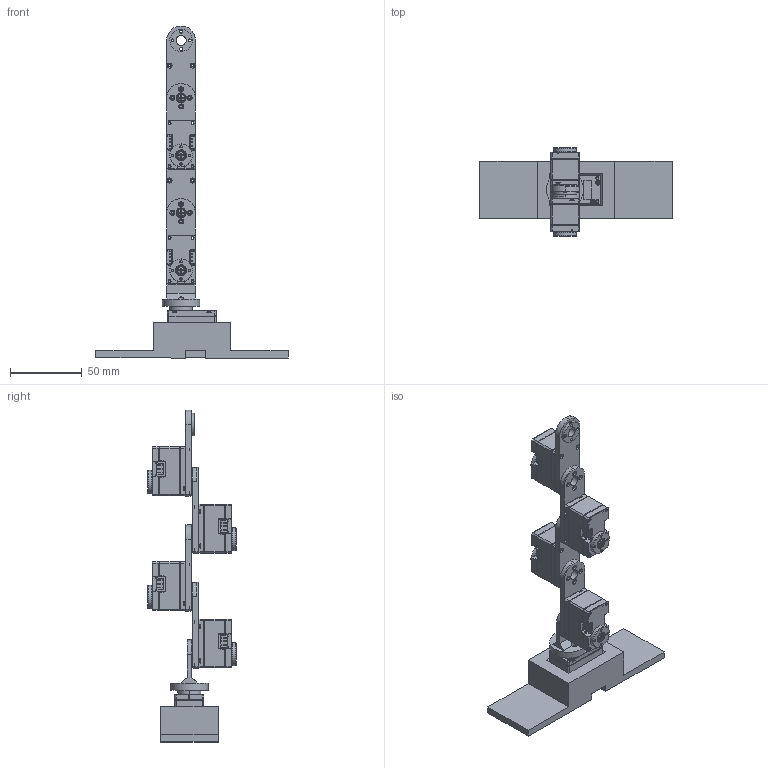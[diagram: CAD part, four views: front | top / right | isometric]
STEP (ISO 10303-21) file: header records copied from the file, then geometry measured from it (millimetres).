
FILE_DESCRIPTION(/* description */ (''),/* implementation_level */ '2;1');
FILE_NAME(/* name */ 'roboArm.step',/* time_stamp */ '2021-05-30T10:45:59+02:00',/* author */ (''),/* organization */ (''),/* preprocessor_version */ 'ST-DEVELOPER v18.1',/* originating_system */ 'Autodesk Translation Framework v10.9.0.1377',/* authorisation */ '');
FILE_SCHEMA (('AUTOMOTIVE_DESIGN { 1 0 10303 214 3 1 1 }'));
Length unit declared in the file: millimetre
Products named in the file (22): roboArm; arm; XL-330 v1; BASE; XL-330 v1_1; arm_1; XL-330 v1_2; arm_2; XL-330 v1_3; arm_3; ARM_4; XL-330 v1_4; DC15_A01_CASE_M_DUMMY; DC15_A01_CASE_F_DUMMY; DC15_A01_CASE_B_DUMMY; DC15_A01_HORN_DUMMY; DC15_A01_LED_CAP2_DUMMY; DC15_A01_HORN_IDLE2_DUMMY; DC15_A01_IDLE_CAP_DUMMY; PHS_1_7X20_5_DC10; BTS2_M2_6X8; B3B-EH
Assembly tree (89 placements, depth 4):
  roboArm
    arm
      ARM_4
      XL-330 v1
        DC15_A01_CASE_M_DUMMY
        DC15_A01_CASE_F_DUMMY
        DC15_A01_CASE_B_DUMMY
        DC15_A01_HORN_DUMMY
        DC15_A01_LED_CAP2_DUMMY
        PHS_1_7X20_5_DC10  x4
        BTS2_M2_6X8  x2
        DC15_A01_HORN_IDLE2_DUMMY
        DC15_A01_IDLE_CAP_DUMMY
        B3B-EH  x2
    BASE
      XL-330 v1_1
        DC15_A01_CASE_M_DUMMY
        DC15_A01_CASE_F_DUMMY
        DC15_A01_CASE_B_DUMMY
        DC15_A01_HORN_DUMMY
        DC15_A01_LED_CAP2_DUMMY
        PHS_1_7X20_5_DC10  x4
        BTS2_M2_6X8  x2
        DC15_A01_HORN_IDLE2_DUMMY
        DC15_A01_IDLE_CAP_DUMMY
        B3B-EH  x2
    arm_1
      ARM_4
      XL-330 v1_2
        DC15_A01_CASE_M_DUMMY
        DC15_A01_CASE_F_DUMMY
        DC15_A01_CASE_B_DUMMY
        DC15_A01_HORN_DUMMY
        DC15_A01_LED_CAP2_DUMMY
        PHS_1_7X20_5_DC10  x4
        BTS2_M2_6X8  x2
        DC15_A01_HORN_IDLE2_DUMMY
        DC15_A01_IDLE_CAP_DUMMY
        B3B-EH  x2
    arm_2
      ARM_4
      XL-330 v1_3
        DC15_A01_CASE_M_DUMMY
        DC15_A01_CASE_F_DUMMY
        DC15_A01_CASE_B_DUMMY
        DC15_A01_HORN_DUMMY
        DC15_A01_LED_CAP2_DUMMY
        PHS_1_7X20_5_DC10  x4
        BTS2_M2_6X8  x2
        DC15_A01_HORN_IDLE2_DUMMY
        DC15_A01_IDLE_CAP_DUMMY
        B3B-EH  x2
    arm_3
      ARM_4
      XL-330 v1_4
        DC15_A01_CASE_M_DUMMY
        DC15_A01_CASE_F_DUMMY
        DC15_A01_CASE_B_DUMMY
        DC15_A01_HORN_DUMMY
        DC15_A01_LED_CAP2_DUMMY
Bounding box: 133.8 x 61.3 x 231 mm (x, y, z)
Volume: 152942 mm3; surface area: 88642.3 mm2
Topology: 81 solids, 111 shells, 3423 faces, 8628 edges, 5645 vertices
Faces by surface type: plane 2380, cylinder 812, cone 151, torus 50, sphere 30
Full cylindrical faces by diameter (mm): 1.4 x60, 1.6 x80, 1.7 x20, 1.8 x20, 2 x72, 2.15 x10, 2.2 x10, 2.5 x6, 2.6 x10, 2.8 x5, 3.5 x32, 4 x6, 4.8 x5, 5 x20, 5.2 x5, 5.6 x10, 6 x5, 6.5 x5, 6.7 x5, 6.8 x5, 7 x4, 7.2 x5, 7.8 x5, 10 x10, 14 x10, 16 x5, 16.1 x1, 17 x4, 26 x1
Entity records: 18484 total; most frequent: CARTESIAN_POINT 3163, DIRECTION 3161, ORIENTED_EDGE 2886, EDGE_CURVE 1445, LINE 1069, VECTOR 1069, AXIS2_PLACEMENT_3D 1046, VERTEX_POINT 941
